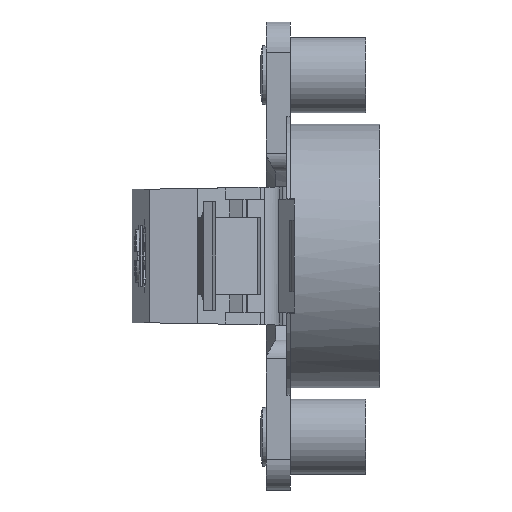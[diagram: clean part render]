
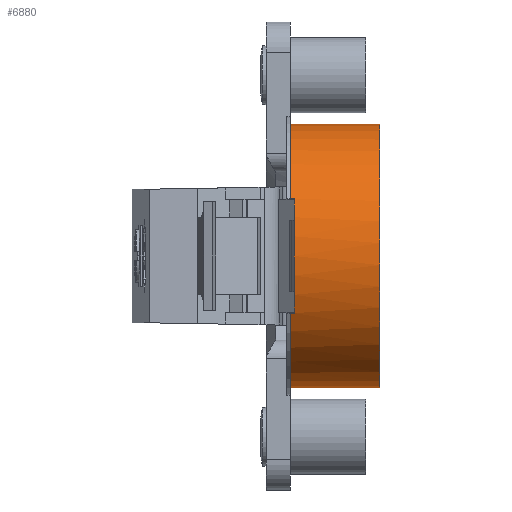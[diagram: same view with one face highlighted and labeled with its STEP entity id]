
A CAD part, left-side view. The second image highlights one B-rep face of the part: STEP entity #6880.
In plain terms, the highlighted cylindrical face has radius 17.5 mm (diameter 35 mm), a partial arc.
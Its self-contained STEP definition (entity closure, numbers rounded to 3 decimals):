
#906=CARTESIAN_POINT('',(23.498,-2.127,0.));
#907=DIRECTION('',(0.,-1.,0.));
#908=DIRECTION('',(0.908,0.,0.418));
#909=AXIS2_PLACEMENT_3D('',#906,#907,#908);
#914=CARTESIAN_POINT('',(23.498,-2.127,0.));
#915=DIRECTION('',(0.,-1.,0.));
#916=DIRECTION('',(0.,0.,1.));
#917=AXIS2_PLACEMENT_3D('',#914,#915,#916);
#991=CARTESIAN_POINT('',(23.498,-2.127,0.));
#992=DIRECTION('',(0.,-1.,0.));
#993=DIRECTION('',(-0.901,0.,-0.433));
#994=AXIS2_PLACEMENT_3D('',#991,#992,#993);
#999=CARTESIAN_POINT('',(23.498,-2.127,0.));
#1000=DIRECTION('',(0.,-1.,0.));
#1001=DIRECTION('',(0.,0.,-1.));
#1002=AXIS2_PLACEMENT_3D('',#999,#1000,#1001);
#1046=CARTESIAN_POINT('',(23.498,-14.027,0.));
#1047=DIRECTION('',(0.,1.,0.));
#1048=DIRECTION('',(0.908,0.,-0.418));
#1049=AXIS2_PLACEMENT_3D('',#1046,#1047,#1048);
#1054=CARTESIAN_POINT('',(23.498,-14.027,0.));
#1055=DIRECTION('',(0.,1.,0.));
#1056=DIRECTION('',(0.,0.,-1.));
#1057=AXIS2_PLACEMENT_3D('',#1054,#1055,#1056);
#1062=CARTESIAN_POINT('',(23.498,-14.027,0.));
#1063=DIRECTION('',(0.,1.,0.));
#1064=DIRECTION('',(-0.908,0.,0.418));
#1065=AXIS2_PLACEMENT_3D('',#1062,#1063,#1064);
#1070=CARTESIAN_POINT('',(23.498,-14.027,0.));
#1071=DIRECTION('',(0.,1.,0.));
#1072=DIRECTION('',(0.,0.,1.));
#1073=AXIS2_PLACEMENT_3D('',#1070,#1071,#1072);
#1078=DIRECTION('',(0.,-1.,0.));
#1079=VECTOR('',#1078,11.9);
#1080=CARTESIAN_POINT('',(39.393,-2.127,7.321));
#1081=LINE('',#1080,#1079);
#1085=DIRECTION('',(0.,1.,0.));
#1086=VECTOR('',#1085,11.9);
#1087=CARTESIAN_POINT('',(39.393,-14.027,
-7.321));
#1088=LINE('',#1087,#1086);
#1092=DIRECTION('',(0.,-1.,0.));
#1093=VECTOR('',#1092,0.55);
#1094=CARTESIAN_POINT('',(7.722,-2.127,
-7.575));
#1095=LINE('',#1094,#1093);
#1099=DIRECTION('',(0.,1.,0.));
#1100=VECTOR('',#1099,0.55);
#1101=CARTESIAN_POINT('',(7.722,-2.677,7.575));
#1102=LINE('',#1101,#1100);
#1389=CARTESIAN_POINT('',(23.498,-2.677,0.));
#1390=DIRECTION('',(0.,-1.,0.));
#1391=DIRECTION('',(-0.901,0.,0.433));
#1392=AXIS2_PLACEMENT_3D('',#1389,#1390,#1391);
#6006=CARTESIAN_POINT('',(7.722,-2.127,7.575));
#6007=VERTEX_POINT('',#6006);
#6008=CARTESIAN_POINT('',(7.722,-2.677,7.575));
#6009=VERTEX_POINT('',#6008);
#6028=CARTESIAN_POINT('',(7.722,-2.127,
-7.575));
#6029=CARTESIAN_POINT('',(7.722,-2.677,
-7.575));
#6030=VERTEX_POINT('',#6028);
#6031=VERTEX_POINT('',#6029);
#6048=CARTESIAN_POINT('',(23.498,-2.127,17.5));
#6049=VERTEX_POINT('',#6048);
#6050=CARTESIAN_POINT('',(39.393,-2.127,7.321));
#6051=VERTEX_POINT('',#6050);
#6052=CARTESIAN_POINT('',(39.393,-14.027,7.321));
#6053=VERTEX_POINT('',#6052);
#6054=CARTESIAN_POINT('',(39.393,-14.027,
-7.321));
#6055=CARTESIAN_POINT('',(23.498,-14.027,-17.5));
#6056=VERTEX_POINT('',#6054);
#6057=VERTEX_POINT('',#6055);
#6058=CARTESIAN_POINT('',(7.603,-14.027,7.321));
#6059=VERTEX_POINT('',#6058);
#6060=CARTESIAN_POINT('',(23.498,-14.027,17.5));
#6061=VERTEX_POINT('',#6060);
#6062=CARTESIAN_POINT('',(39.393,-2.127,
-7.321));
#6063=VERTEX_POINT('',#6062);
#6064=CARTESIAN_POINT('',(23.498,-2.127,-17.5));
#6065=VERTEX_POINT('',#6064);
#6857=CARTESIAN_POINT('',(23.498,-2.127,0.));
#6858=DIRECTION('',(0.,-1.,0.));
#6859=DIRECTION('',(0.,0.,1.));
#6860=AXIS2_PLACEMENT_3D('',#6857,#6858,#6859);
#6861=CYLINDRICAL_SURFACE('',#6860,17.5);
#6862=ORIENTED_EDGE('',*,*,#6788,.F.);
#6863=ORIENTED_EDGE('',*,*,#6786,.F.);
#6864=ORIENTED_EDGE('',*,*,#6832,.T.);
#6865=ORIENTED_EDGE('',*,*,#6852,.F.);
#6866=ORIENTED_EDGE('',*,*,#6850,.F.);
#6867=ORIENTED_EDGE('',*,*,#6848,.F.);
#6868=ORIENTED_EDGE('',*,*,#6846,.F.);
#6869=ORIENTED_EDGE('',*,*,#6835,.T.);
#6870=ORIENTED_EDGE('',*,*,#6808,.F.);
#6871=ORIENTED_EDGE('',*,*,#6806,.F.);
#6873=ORIENTED_EDGE('',*,*,#6872,.T.);
#6875=ORIENTED_EDGE('',*,*,#6874,.F.);
#6877=ORIENTED_EDGE('',*,*,#6876,.T.);
#6878=EDGE_LOOP('',(#6862,#6863,#6864,#6865,#6866,#6867,#6868,#6869,#6870,#6871,
#6873,#6875,#6877));
#6879=FACE_OUTER_BOUND('',#6878,.F.);
#910=CIRCLE('',#909,17.5);
#918=CIRCLE('',#917,17.5);
#995=CIRCLE('',#994,17.5);
#1003=CIRCLE('',#1002,17.5);
#1050=CIRCLE('',#1049,17.5);
#1058=CIRCLE('',#1057,17.5);
#1066=CIRCLE('',#1065,17.5);
#1074=CIRCLE('',#1073,17.5);
#1393=CIRCLE('',#1392,17.5);
#6786=EDGE_CURVE('',#6051,#6049,#910,.T.);
#6788=EDGE_CURVE('',#6049,#6007,#918,.T.);
#6806=EDGE_CURVE('',#6030,#6065,#995,.T.);
#6808=EDGE_CURVE('',#6065,#6063,#1003,.T.);
#6832=EDGE_CURVE('',#6051,#6053,#1081,.T.);
#6835=EDGE_CURVE('',#6056,#6063,#1088,.T.);
#6846=EDGE_CURVE('',#6056,#6057,#1050,.T.);
#6848=EDGE_CURVE('',#6057,#6059,#1058,.T.);
#6850=EDGE_CURVE('',#6059,#6061,#1066,.T.);
#6852=EDGE_CURVE('',#6061,#6053,#1074,.T.);
#6872=EDGE_CURVE('',#6030,#6031,#1095,.T.);
#6874=EDGE_CURVE('',#6009,#6031,#1393,.T.);
#6876=EDGE_CURVE('',#6009,#6007,#1102,.T.);
#6880=ADVANCED_FACE('',(#6879),#6861,.T.);
